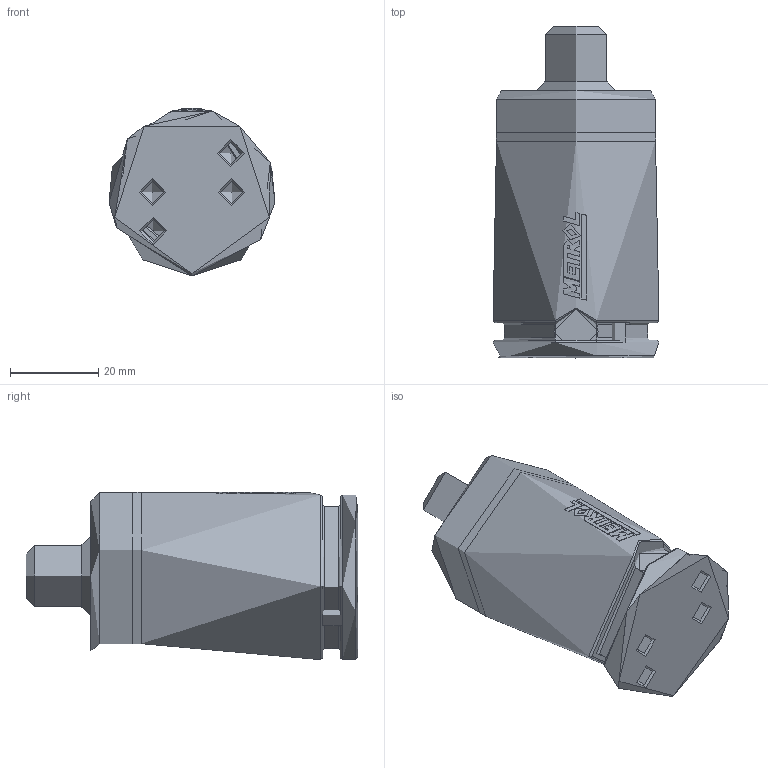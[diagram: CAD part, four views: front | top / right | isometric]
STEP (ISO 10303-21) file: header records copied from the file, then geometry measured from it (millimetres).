
FILE_DESCRIPTION (( 'STEP AP214' ), '1' );
FILE_NAME ('ISNG0250-013.step', '2019-03-15T14:14:20', ( '' ), ( '' ), 'SwSTEP 2.0', 'SolidWorks 2014', '' );
FILE_SCHEMA (( 'AUTOMOTIVE_DESIGN' ));
Length unit declared in the file: millimetre
Products named in the file (3): ISNG0250 PISTON_ISNG0250-013; ISNG0250 BODY_ISNG0250-013; ISNG0250-013
Assembly tree (2 placements, depth 2):
  ISNG0250-013
    ISNG0250 BODY_ISNG0250-013
    ISNG0250 PISTON_ISNG0250-013
Bounding box: 37.71 x 75.4 x 38.02 mm (x, y, z)
Volume: 63187.1 mm3; surface area: 16455.5 mm2
Topology: 7 solids, 7 shells, 123 faces, 288 edges, 187 vertices
Faces by surface type: bspline 42, plane 34, cylinder 27, torus 10, cone 10
Full cylindrical faces by diameter (mm): 5 x4, 10 x1, 14 x2, 24 x3, 24.1 x1, 27.9 x1, 28 x1, 38 x3
Entity records: 5245 total; most frequent: CARTESIAN_POINT 2701, ORIENTED_EDGE 496, DIRECTION 356, EDGE_CURVE 248, VERTEX_POINT 179, EDGE_LOOP 167, FACE_OUTER_BOUND 145, AXIS2_PLACEMENT_3D 135
